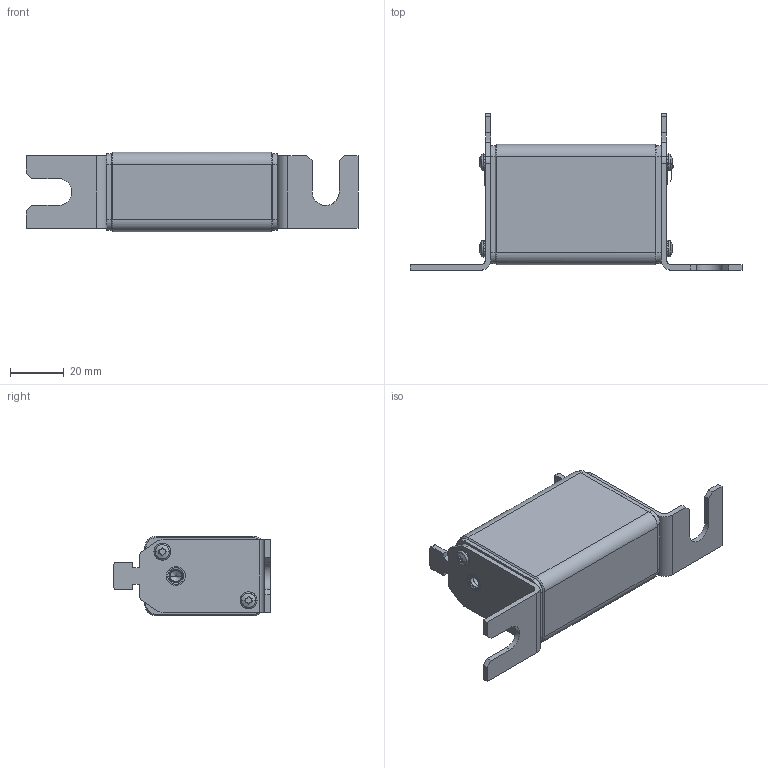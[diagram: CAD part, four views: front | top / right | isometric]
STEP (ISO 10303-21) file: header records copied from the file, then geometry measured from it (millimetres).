
FILE_DESCRIPTION((''),'2;1');
FILE_NAME('NHS0_97_UQ.stp','2025-07-28T11:58:03',('User'),( 'SDRC'),'I-DEAS Master Series','UNIX','Yes');
FILE_SCHEMA(('CONFIG_CONTROL_DESIGN', 'GEOMETRIC_VALIDATION_PROPERTIES_MIM','SHAPE_APPEARANCE_LAYER_MIM'));
Length unit declared in the file: millimetre
Assembly tree (12 placements, depth 0):
Bounding box: 123 x 58 x 29.5 mm (x, y, z)
Volume: 9603 mm3; surface area: 31467.3 mm2
Topology: 7 solids, 24 shells, 756 faces, 1958 edges, 1212 vertices
Faces by surface type: bspline 756
Entity records: 20064 total; most frequent: CARTESIAN_POINT 11740, ORIENTED_EDGE 2344, EDGE_CURVE 1190, VERTEX_POINT 757, QUASI_UNIFORM_CURVE 654, EDGE_LOOP 523, FACE_OUTER_BOUND 468, ADVANCED_FACE 468
